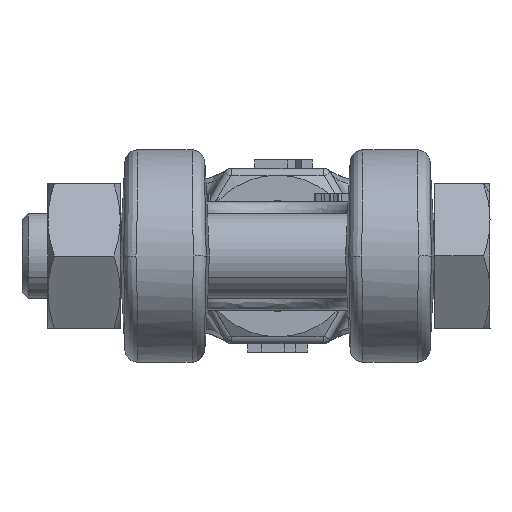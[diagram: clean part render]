
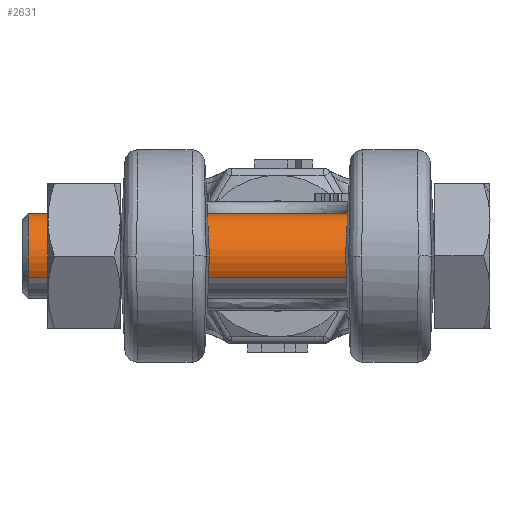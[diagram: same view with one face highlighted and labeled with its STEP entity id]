
A CAD part, left-side view. The second image highlights one B-rep face of the part: STEP entity #2631.
In plain terms, the highlighted cylindrical face has radius 5 mm (diameter 10 mm), a partial arc.
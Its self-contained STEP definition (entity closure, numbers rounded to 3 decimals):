
#2631=ADVANCED_FACE('NONE',(#5222),#5223,.T.);
#5222=FACE_OUTER_BOUND('',#16491,.T.);
#5223=CYLINDRICAL_SURFACE('',#16492,5.0);
#16491=EDGE_LOOP('',(#22804,#22805,#22806,#22807));
#16492=AXIS2_PLACEMENT_3D('',#22808,#22809,#22810);
#22804=ORIENTED_EDGE('',*,*,#26213,.F.);
#22805=ORIENTED_EDGE('',*,*,#26214,.T.);
#22806=ORIENTED_EDGE('',*,*,#26215,.F.);
#22807=ORIENTED_EDGE('',*,*,#26216,.F.);
#22808=CARTESIAN_POINT('',(-114.055,178.73,212.433));
#22809=DIRECTION('',(0.,1.0,0.));
#22810=DIRECTION('',(0.866,0.,0.5));
#26213=EDGE_CURVE('',#30285,#30286,#30287,.T.);
#26214=EDGE_CURVE('NONE',#30285,#30288,#30289,.T.);
#26215=EDGE_CURVE('',#30290,#30288,#30291,.T.);
#26216=EDGE_CURVE('NONE',#30286,#30290,#30292,.T.);
#30285=VERTEX_POINT('NONE',#43912);
#30286=VERTEX_POINT('NONE',#43913);
#30287=LINE('',#43914,#43915);
#30288=VERTEX_POINT('',#43916);
#30289=CIRCLE('',#43917,5.0);
#30290=VERTEX_POINT('',#43918);
#30291=LINE('',#43919,#43920);
#30292=CIRCLE('',#43921,5.0);
#43912=CARTESIAN_POINT('',(-109.725,178.73,214.933));
#43913=CARTESIAN_POINT('',(-109.725,130.98,214.933));
#43914=CARTESIAN_POINT('',(-109.725,178.73,214.933));
#43915=VECTOR('',#46887,1.0);
#43916=CARTESIAN_POINT('',(-118.385,178.73,209.933));
#43917=AXIS2_PLACEMENT_3D('',#46888,#46889,#46890);
#43918=CARTESIAN_POINT('',(-118.385,130.98,209.933));
#43919=CARTESIAN_POINT('',(-118.385,178.73,209.933));
#43920=VECTOR('',#46891,1.0);
#43921=AXIS2_PLACEMENT_3D('',#46892,#46893,#46894);
#46887=DIRECTION('',(0.,-1.0,0.));
#46888=CARTESIAN_POINT('',(-114.055,178.73,212.433));
#46889=DIRECTION('',(0.,-1.0,0.));
#46890=DIRECTION('',(0.866,0.,0.5));
#46891=DIRECTION('',(0.,1.0,0.));
#46892=CARTESIAN_POINT('',(-114.055,130.98,212.433));
#46893=DIRECTION('',(0.,-1.0,0.));
#46894=DIRECTION('',(0.866,0.,0.5));
